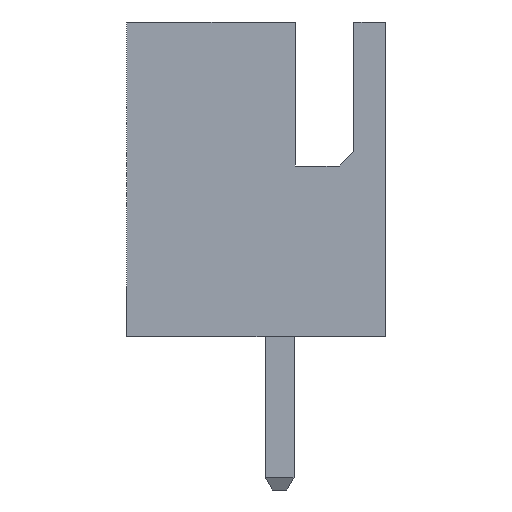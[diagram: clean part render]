
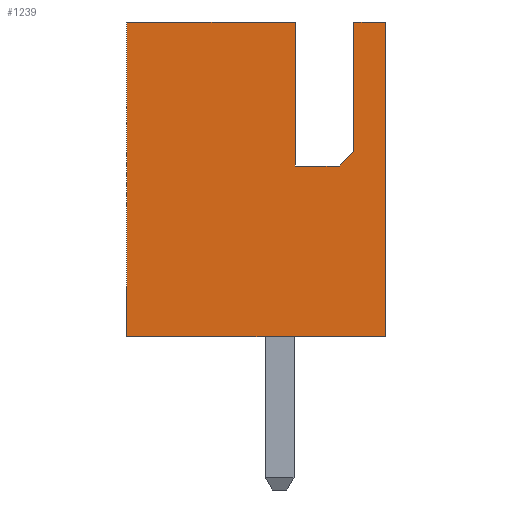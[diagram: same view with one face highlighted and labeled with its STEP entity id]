
A CAD part, left-side view. The second image highlights one B-rep face of the part: STEP entity #1239.
In plain terms, the highlighted planar face has unit normal (-1, 0, 0).
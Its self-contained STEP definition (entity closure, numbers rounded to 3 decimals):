
#1239=ADVANCED_FACE('',(#2292),#2294,.T.);
#2292=FACE_BOUND('',#2293,.T.);
#2293=EDGE_LOOP('',(#3172,#3173,#3174,#3175,#3176,#3177,#3178,#3179,#3180));
#2294=PLANE('',#2295);
#2295=AXIS2_PLACEMENT_3D('',#2296,#2297,#2298);
#2296=CARTESIAN_POINT('',(-35.05,3.4,0.));
#2297=DIRECTION('',(-1.,0.,0.));
#2298=DIRECTION('',(0.,-1.,0.));
#3172=ORIENTED_EDGE('',*,*,#3702,.T.);
#3173=ORIENTED_EDGE('',*,*,#3703,.T.);
#3174=ORIENTED_EDGE('',*,*,#3704,.F.);
#3175=ORIENTED_EDGE('',*,*,#3618,.F.);
#3176=ORIENTED_EDGE('',*,*,#3641,.T.);
#3177=ORIENTED_EDGE('',*,*,#3689,.T.);
#3178=ORIENTED_EDGE('',*,*,#3705,.F.);
#3179=ORIENTED_EDGE('',*,*,#3706,.T.);
#3180=ORIENTED_EDGE('',*,*,#3707,.T.);
#3618=EDGE_CURVE('',#4156,#4158,#4159,.T.);
#3641=EDGE_CURVE('',#4156,#4188,#4190,.T.);
#3689=EDGE_CURVE('',#4188,#4256,#4258,.T.);
#3702=EDGE_CURVE('',#4271,#4272,#4273,.F.);
#3703=EDGE_CURVE('',#4272,#4274,#4275,.F.);
#3704=EDGE_CURVE('',#4158,#4274,#4276,.T.);
#3705=EDGE_CURVE('',#4277,#4256,#4278,.T.);
#3706=EDGE_CURVE('',#4277,#4279,#4280,.F.);
#3707=EDGE_CURVE('',#4279,#4271,#4281,.F.);
#4156=VERTEX_POINT('',#5153);
#4158=VERTEX_POINT('',#5157);
#4159=LINE('',#5158,#5159);
#4188=VERTEX_POINT('',#5231);
#4190=LINE('',#5235,#5236);
#4256=VERTEX_POINT('',#5395);
#4258=LINE('',#5399,#5400);
#4271=VERTEX_POINT('',#5438);
#4272=VERTEX_POINT('',#5439);
#4273=LINE('',#5440,#5441);
#4274=VERTEX_POINT('',#5443);
#4275=LINE('',#5444,#5445);
#4276=LINE('',#5447,#5448);
#4277=VERTEX_POINT('',#5450);
#4278=LINE('',#5451,#5452);
#4279=VERTEX_POINT('',#5454);
#4280=LINE('',#5455,#5456);
#4281=LINE('',#5458,#5459);
#5153=CARTESIAN_POINT('',(-35.05,3.4,0.));
#5157=CARTESIAN_POINT('',(-35.05,3.4,7.));
#5158=CARTESIAN_POINT('',(-35.05,3.4,0.));
#5159=VECTOR('',#5160,1.);
#5160=DIRECTION('',(0.,0.,1.));
#5231=CARTESIAN_POINT('',(-35.05,-2.35,0.));
#5235=CARTESIAN_POINT('',(-35.05,3.4,0.));
#5236=VECTOR('',#5237,1.);
#5237=DIRECTION('',(0.,-1.,0.));
#5395=CARTESIAN_POINT('',(-35.05,-2.35,7.));
#5399=CARTESIAN_POINT('',(-35.05,-2.35,0.));
#5400=VECTOR('',#5401,1.);
#5401=DIRECTION('',(0.,0.,1.));
#5438=CARTESIAN_POINT('',(-35.05,-1.325,3.8));
#5439=CARTESIAN_POINT('',(-35.05,-0.35,3.8));
#5440=CARTESIAN_POINT('',(-35.05,-0.35,3.8));
#5441=VECTOR('',#5442,1.);
#5442=DIRECTION('',(0.,-1.,0.));
#5443=CARTESIAN_POINT('',(-35.05,-0.35,7.));
#5444=CARTESIAN_POINT('',(-35.05,-0.35,7.));
#5445=VECTOR('',#5446,1.);
#5446=DIRECTION('',(0.,0.,-1.));
#5447=CARTESIAN_POINT('',(-35.05,3.4,7.));
#5448=VECTOR('',#5449,1.);
#5449=DIRECTION('',(0.,-1.,0.));
#5450=CARTESIAN_POINT('',(-35.05,-1.65,7.));
#5451=CARTESIAN_POINT('',(-35.05,-1.65,7.));
#5452=VECTOR('',#5453,1.);
#5453=DIRECTION('',(0.,-1.,0.));
#5454=CARTESIAN_POINT('',(-35.05,-1.65,4.125));
#5455=CARTESIAN_POINT('',(-35.05,-1.65,4.125));
#5456=VECTOR('',#5457,1.);
#5457=DIRECTION('',(0.,0.,1.));
#5458=CARTESIAN_POINT('',(-35.05,-1.325,3.8));
#5459=VECTOR('',#5460,1.);
#5460=DIRECTION('',(0.,-0.707,0.707));
